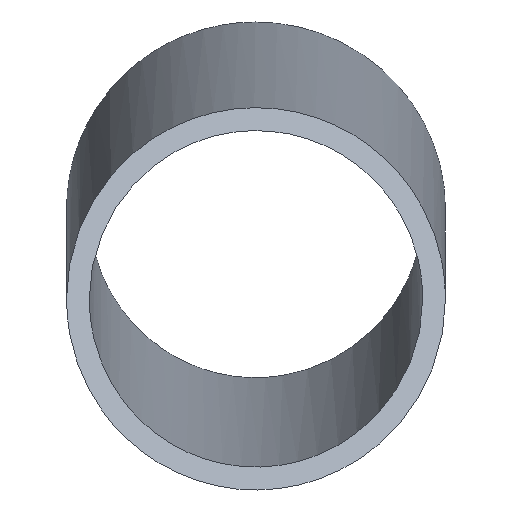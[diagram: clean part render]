
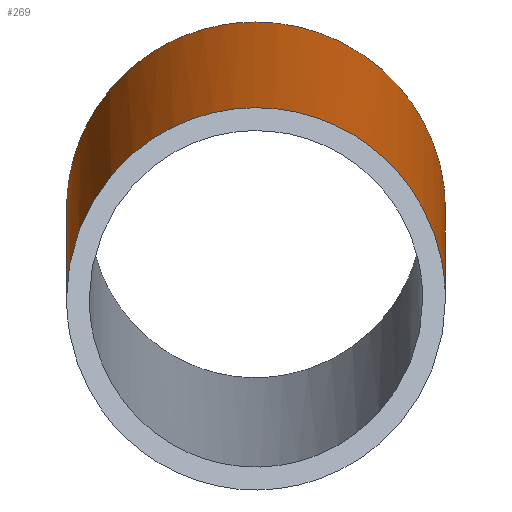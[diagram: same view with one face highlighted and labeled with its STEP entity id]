
A CAD part, left-side view. The second image highlights one B-rep face of the part: STEP entity #269.
In plain terms, the highlighted cylindrical face has radius 12.5 mm (diameter 25 mm), a partial arc.
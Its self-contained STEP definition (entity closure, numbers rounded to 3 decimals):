
#88=CARTESIAN_POINT('Vertex',(-1809.138,-292.753,-119.987)) ;
#90=CARTESIAN_POINT('Vertex',(-1810.762,-267.753,-120.011)) ;
#94=CARTESIAN_POINT('Control Point',(-1810.762,-267.753,-120.011)) ;
#95=CARTESIAN_POINT('Control Point',(-1810.002,-267.753,-118.734)) ;
#96=CARTESIAN_POINT('Control Point',(-1809.236,-267.914,-117.461)) ;
#97=CARTESIAN_POINT('Control Point',(-1808.473,-268.232,-116.212)) ;
#98=CARTESIAN_POINT('Control Point',(-1807.213,-269.033,-114.179)) ;
#99=CARTESIAN_POINT('Control Point',(-1806.038,-270.272,-112.336)) ;
#100=CARTESIAN_POINT('Control Point',(-1805.578,-270.848,-111.625)) ;
#101=CARTESIAN_POINT('Control Point',(-1804.747,-272.08,-110.361)) ;
#102=CARTESIAN_POINT('Control Point',(-1804.026,-273.553,-109.307)) ;
#103=CARTESIAN_POINT('Control Point',(-1803.713,-274.305,-108.861)) ;
#104=CARTESIAN_POINT('Control Point',(-1803.18,-275.832,-108.13)) ;
#105=CARTESIAN_POINT('Control Point',(-1802.794,-277.497,-107.66)) ;
#106=CARTESIAN_POINT('Control Point',(-1802.646,-278.316,-107.5)) ;
#107=CARTESIAN_POINT('Control Point',(-1802.411,-280.152,-107.303)) ;
#108=CARTESIAN_POINT('Control Point',(-1802.378,-282.011,-107.45)) ;
#109=CARTESIAN_POINT('Control Point',(-1802.423,-283.013,-107.634)) ;
#110=CARTESIAN_POINT('Control Point',(-1802.595,-284.58,-108.093)) ;
#111=CARTESIAN_POINT('Control Point',(-1802.913,-286.027,-108.784)) ;
#112=CARTESIAN_POINT('Control Point',(-1803.054,-286.557,-109.079)) ;
#113=CARTESIAN_POINT('Control Point',(-1803.47,-287.881,-109.923)) ;
#114=CARTESIAN_POINT('Control Point',(-1804.002,-289.036,-110.943)) ;
#115=CARTESIAN_POINT('Control Point',(-1804.368,-289.677,-111.628)) ;
#116=CARTESIAN_POINT('Control Point',(-1805.206,-290.875,-113.168)) ;
#117=CARTESIAN_POINT('Control Point',(-1806.157,-291.737,-114.861)) ;
#118=CARTESIAN_POINT('Control Point',(-1806.681,-292.097,-115.782)) ;
#119=CARTESIAN_POINT('Control Point',(-1807.485,-292.494,-117.178)) ;
#120=CARTESIAN_POINT('Control Point',(-1808.316,-292.69,-118.596)) ;
#121=CARTESIAN_POINT('Control Point',(-1808.588,-292.732,-119.06)) ;
#122=CARTESIAN_POINT('Control Point',(-1808.863,-292.753,-119.524)) ;
#123=CARTESIAN_POINT('Control Point',(-1809.138,-292.753,-119.987)) ;
#196=CARTESIAN_POINT('Axis2P3D Location',(-1603.368,-280.253,-117.)) ;
#202=CARTESIAN_POINT('Control Point',(-1405.272,-292.753,-114.124)) ;
#203=CARTESIAN_POINT('Control Point',(-1405.748,-292.753,-112.946)) ;
#204=CARTESIAN_POINT('Control Point',(-1406.383,-292.613,-111.832)) ;
#205=CARTESIAN_POINT('Control Point',(-1407.072,-292.364,-110.79)) ;
#206=CARTESIAN_POINT('Control Point',(-1408.643,-291.589,-108.583)) ;
#207=CARTESIAN_POINT('Control Point',(-1410.193,-290.309,-106.601)) ;
#208=CARTESIAN_POINT('Control Point',(-1410.99,-289.456,-105.582)) ;
#209=CARTESIAN_POINT('Control Point',(-1412.093,-287.853,-104.131)) ;
#210=CARTESIAN_POINT('Control Point',(-1412.839,-285.859,-103.015)) ;
#211=CARTESIAN_POINT('Control Point',(-1413.052,-285.097,-102.666)) ;
#212=CARTESIAN_POINT('Control Point',(-1413.314,-283.662,-102.152)) ;
#213=CARTESIAN_POINT('Control Point',(-1413.355,-282.148,-101.856)) ;
#214=CARTESIAN_POINT('Control Point',(-1413.327,-281.472,-101.771)) ;
#215=CARTESIAN_POINT('Control Point',(-1413.106,-279.367,-101.65)) ;
#216=CARTESIAN_POINT('Control Point',(-1412.496,-277.332,-101.956)) ;
#217=CARTESIAN_POINT('Control Point',(-1411.938,-276.045,-102.342)) ;
#218=CARTESIAN_POINT('Control Point',(-1411.292,-274.865,-102.861)) ;
#219=CARTESIAN_POINT('Control Point',(-1410.593,-273.791,-103.5)) ;
#220=CARTESIAN_POINT('Vertex',(-1405.272,-292.753,-114.124)) ;
#222=CARTESIAN_POINT('Vertex',(-1410.593,-273.791,-103.5)) ;
#226=CARTESIAN_POINT('Control Point',(-1405.496,-267.753,-114.127)) ;
#227=CARTESIAN_POINT('Control Point',(-1405.433,-267.753,-113.645)) ;
#228=CARTESIAN_POINT('Control Point',(-1405.398,-267.776,-113.159)) ;
#229=CARTESIAN_POINT('Control Point',(-1405.394,-267.823,-112.673)) ;
#230=CARTESIAN_POINT('Control Point',(-1405.455,-267.964,-111.721)) ;
#231=CARTESIAN_POINT('Control Point',(-1405.644,-268.19,-110.802)) ;
#232=CARTESIAN_POINT('Control Point',(-1405.767,-268.322,-110.361)) ;
#233=CARTESIAN_POINT('Control Point',(-1406.084,-268.644,-109.439)) ;
#234=CARTESIAN_POINT('Control Point',(-1406.496,-269.039,-108.585)) ;
#235=CARTESIAN_POINT('Control Point',(-1406.738,-269.27,-108.146)) ;
#236=CARTESIAN_POINT('Control Point',(-1407.6,-270.105,-106.733)) ;
#237=CARTESIAN_POINT('Control Point',(-1408.582,-271.127,-105.523)) ;
#238=CARTESIAN_POINT('Control Point',(-1409.277,-271.927,-104.758)) ;
#239=CARTESIAN_POINT('Control Point',(-1409.957,-272.816,-104.08)) ;
#240=CARTESIAN_POINT('Control Point',(-1410.593,-273.791,-103.5)) ;
#241=CARTESIAN_POINT('Vertex',(-1405.496,-267.753,-114.127)) ;
#244=CARTESIAN_POINT('Line Origine',(-501550.679,-267.753,-7375.5)) ;
#248=CARTESIAN_POINT('Vertex',(-1810.,-267.753,-120.)) ;
#251=CARTESIAN_POINT('Line Origine',(-501550.679,-267.753,-7375.5)) ;
#256=CARTESIAN_POINT('Line Origine',(-501550.679,-292.753,-7375.5)) ;
#197=DIRECTION('Axis2P3D Direction',(1.,0.,0.015)) ;
#198=DIRECTION('Axis2P3D XDirection',(0.,1.,0.)) ;
#245=DIRECTION('Vector Direction',(1.,0.,0.015)) ;
#252=DIRECTION('Vector Direction',(1.,0.,0.015)) ;
#257=DIRECTION('Vector Direction',(1.,0.,0.015)) ;
#199=AXIS2_PLACEMENT_3D('Cylinder Axis2P3D',#196,#197,#198) ;
#262=ORIENTED_EDGE('',*,*,#224,.T.) ;
#263=ORIENTED_EDGE('',*,*,#243,.F.) ;
#264=ORIENTED_EDGE('',*,*,#250,.T.) ;
#265=ORIENTED_EDGE('',*,*,#255,.T.) ;
#266=ORIENTED_EDGE('',*,*,#124,.T.) ;
#267=ORIENTED_EDGE('',*,*,#260,.F.) ;
#246=VECTOR('Line Direction',#245,1.) ;
#253=VECTOR('Line Direction',#252,1.) ;
#258=VECTOR('Line Direction',#257,1.) ;
#269=ADVANCED_FACE('Corps principal',(#268),#200,.T.) ;
#93=B_SPLINE_CURVE_WITH_KNOTS('',5,(#94,#95,#96,#97,#98,#99,#100,#101,#102,#103,#104,#105,#106,#107,#108,#109,#110,#111,#112,#113,#114,#115,#116,#117,#118,#119,#120,#121,#122,#123),.UNSPECIFIED.,.F.,.U.,(6,3,3,3,3,3,3,3,3,6),(0.,10.507,17.715,24.245,30.202,37.344,41.734,48.811,56.689,60.501),.UNSPECIFIED.) ;
#201=B_SPLINE_CURVE_WITH_KNOTS('',5,(#202,#203,#204,#205,#206,#207,#208,#209,#210,#211,#212,#213,#214,#215,#216,#217,#218,#219),.UNSPECIFIED.,.F.,.U.,(6,3,3,3,3,6),(0.,8.983,19.843,25.907,30.707,40.833),.UNSPECIFIED.) ;
#225=B_SPLINE_CURVE_WITH_KNOTS('',5,(#226,#227,#228,#229,#230,#231,#232,#233,#234,#235,#236,#237,#238,#239,#240),.UNSPECIFIED.,.F.,.U.,(6,3,3,3,6),(0.,3.44,6.797,10.688,19.888),.UNSPECIFIED.) ;
#200=CYLINDRICAL_SURFACE('generated cylinder',#199,12.5) ;
#124=EDGE_CURVE('',#91,#89,#93,.T.) ;
#224=EDGE_CURVE('',#221,#223,#201,.T.) ;
#243=EDGE_CURVE('',#242,#223,#225,.T.) ;
#250=EDGE_CURVE('',#242,#249,#247,.F.) ;
#255=EDGE_CURVE('',#249,#91,#254,.F.) ;
#260=EDGE_CURVE('',#221,#89,#259,.F.) ;
#261=EDGE_LOOP('',(#262,#263,#264,#265,#266,#267)) ;
#268=FACE_OUTER_BOUND('',#261,.T.) ;
#247=LINE('Line',#244,#246) ;
#254=LINE('Line',#251,#253) ;
#259=LINE('Line',#256,#258) ;
#89=VERTEX_POINT('',#88) ;
#91=VERTEX_POINT('',#90) ;
#221=VERTEX_POINT('',#220) ;
#223=VERTEX_POINT('',#222) ;
#242=VERTEX_POINT('',#241) ;
#249=VERTEX_POINT('',#248) ;
